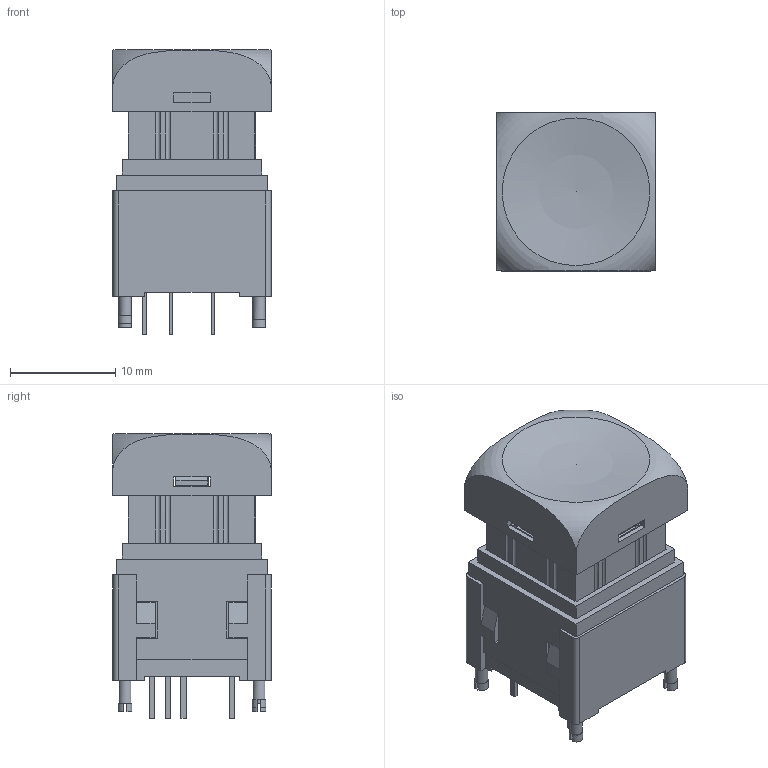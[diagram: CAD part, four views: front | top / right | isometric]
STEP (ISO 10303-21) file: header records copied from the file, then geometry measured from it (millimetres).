
FILE_DESCRIPTION(('FreeCAD Model'),'2;1');
FILE_NAME('RGB_SWITCH_AD.step','2017-11-06T09:19:35',('kicad StepUp'),('ksu MCAD'), 'Open CASCADE STEP processor 6.8','FreeCAD','Unknown');
FILE_SCHEMA(('AUTOMOTIVE_DESIGN_CC2 { 1 2 10303 214 -1 1 5 4 }'));
Length unit declared in the file: millimetre
Products named in the file (1): RGB_SWITCH_AD
Bounding box: 15 x 15 x 27 mm (x, y, z)
Volume: 1923.4 mm3; surface area: 4360.2 mm2
Topology: 2 solids, 2 shells, 365 faces, 1034 edges, 678 vertices
Faces by surface type: plane 315, cylinder 44, bspline 4, torus 1, sphere 1
Full cylindrical faces by diameter (mm): 1.2 x4, 1.5 x2
Entity records: 14488 total; most frequent: CARTESIAN_POINT 2363, ORIENTED_EDGE 2066, DIRECTION 1861, EDGE_CURVE 1033, LINE 871, VECTOR 871, VERTEX_POINT 678, AXIS2_PLACEMENT_3D 495
